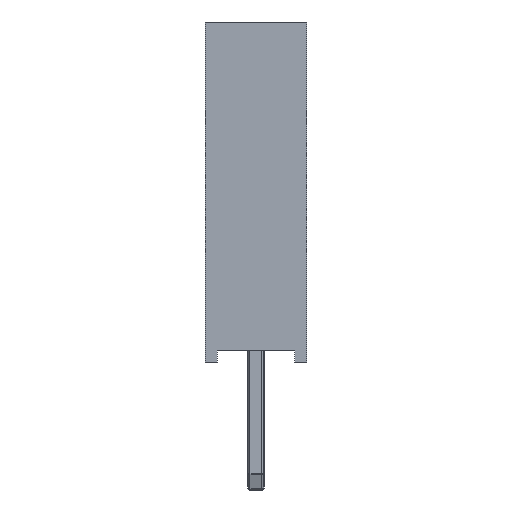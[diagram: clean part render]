
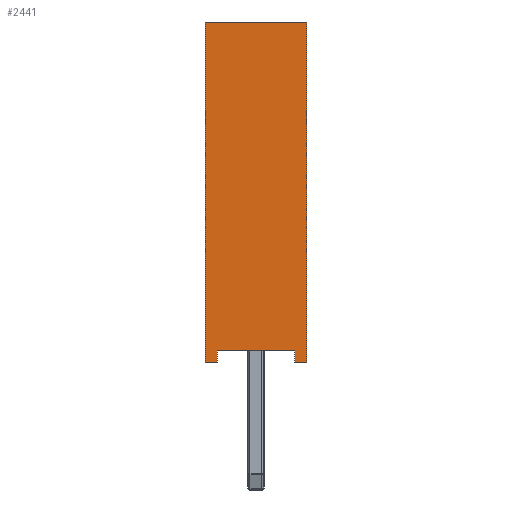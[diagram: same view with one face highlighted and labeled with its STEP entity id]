
A CAD part, left-side view. The second image highlights one B-rep face of the part: STEP entity #2441.
In plain terms, the highlighted planar face has unit normal (-1, 0, 0).
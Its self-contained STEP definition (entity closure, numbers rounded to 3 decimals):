
#345=FACE_OUTER_BOUND('',#496,.T.);
#496=EDGE_LOOP('',(#1597,#1598,#1599,#1600,#1601,#1602,#1603,#1604));
#662=LINE('',#3808,#848);
#664=LINE('',#3814,#850);
#667=LINE('',#3819,#853);
#672=LINE('',#3833,#858);
#673=LINE('',#3836,#859);
#676=LINE('',#3842,#862);
#677=LINE('',#3844,#863);
#678=LINE('',#3845,#864);
#848=VECTOR('',#2980,10.);
#850=VECTOR('',#2984,10.);
#853=VECTOR('',#2989,10.);
#858=VECTOR('',#3004,10.);
#859=VECTOR('',#3007,10.);
#862=VECTOR('',#3012,10.);
#863=VECTOR('',#3013,10.);
#864=VECTOR('',#3014,10.);
#1032=VERTEX_POINT('',#3802);
#1034=VERTEX_POINT('',#3806);
#1035=VERTEX_POINT('',#3810);
#1037=VERTEX_POINT('',#3813);
#1042=VERTEX_POINT('',#3831);
#1043=VERTEX_POINT('',#3835);
#1045=VERTEX_POINT('',#3841);
#1046=VERTEX_POINT('',#3843);
#1230=EDGE_CURVE('',#1032,#1034,#662,.T.);
#1232=EDGE_CURVE('',#1037,#1035,#664,.T.);
#1235=EDGE_CURVE('',#1034,#1037,#667,.T.);
#1244=EDGE_CURVE('',#1035,#1042,#672,.T.);
#1245=EDGE_CURVE('',#1043,#1032,#673,.T.);
#1248=EDGE_CURVE('',#1042,#1045,#676,.T.);
#1249=EDGE_CURVE('',#1046,#1045,#677,.T.);
#1250=EDGE_CURVE('',#1043,#1046,#678,.T.);
#1597=ORIENTED_EDGE('',*,*,#1230,.T.);
#1598=ORIENTED_EDGE('',*,*,#1235,.T.);
#1599=ORIENTED_EDGE('',*,*,#1232,.T.);
#1600=ORIENTED_EDGE('',*,*,#1244,.T.);
#1601=ORIENTED_EDGE('',*,*,#1248,.T.);
#1602=ORIENTED_EDGE('',*,*,#1249,.F.);
#1603=ORIENTED_EDGE('',*,*,#1250,.F.);
#1604=ORIENTED_EDGE('',*,*,#1245,.T.);
#2245=PLANE('',#2649);
#2441=ADVANCED_FACE('',(#345),#2245,.T.);
#2649=AXIS2_PLACEMENT_3D('',#3840,#3010,#3011);
#2980=DIRECTION('',(0.,0.,1.));
#2984=DIRECTION('',(0.,0.,-1.));
#2989=DIRECTION('',(0.,-1.,0.));
#3004=DIRECTION('',(0.,-1.,0.));
#3007=DIRECTION('',(0.,-1.,0.));
#3010=DIRECTION('center_axis',(-1.,0.,0.));
#3011=DIRECTION('ref_axis',(0.,-1.,0.));
#3012=DIRECTION('',(0.,0.,1.));
#3013=DIRECTION('',(0.,-1.,0.));
#3014=DIRECTION('',(0.,0.,1.));
#3802=CARTESIAN_POINT('',(-1.27,0.97,0.));
#3806=CARTESIAN_POINT('',(-1.27,0.97,0.3));
#3808=CARTESIAN_POINT('',(-1.27,0.97,0.));
#3810=CARTESIAN_POINT('',(-1.27,-0.97,0.));
#3813=CARTESIAN_POINT('',(-1.27,-0.97,0.3));
#3814=CARTESIAN_POINT('',(-1.27,-0.97,0.));
#3819=CARTESIAN_POINT('',(-1.27,0.635,0.3));
#3831=CARTESIAN_POINT('',(-1.27,-1.27,0.));
#3833=CARTESIAN_POINT('',(-1.27,1.27,0.));
#3835=CARTESIAN_POINT('',(-1.27,1.27,0.));
#3836=CARTESIAN_POINT('',(-1.27,1.27,0.));
#3840=CARTESIAN_POINT('Origin',(-1.27,1.27,0.));
#3841=CARTESIAN_POINT('',(-1.27,-1.27,8.5));
#3842=CARTESIAN_POINT('',(-1.27,-1.27,0.));
#3843=CARTESIAN_POINT('',(-1.27,1.27,8.5));
#3844=CARTESIAN_POINT('',(-1.27,1.27,8.5));
#3845=CARTESIAN_POINT('',(-1.27,1.27,0.));
